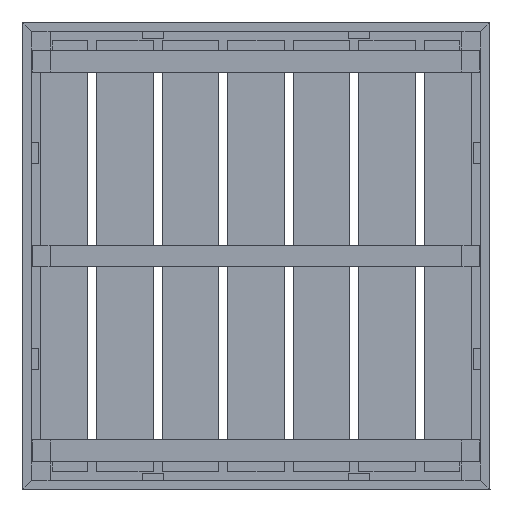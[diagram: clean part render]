
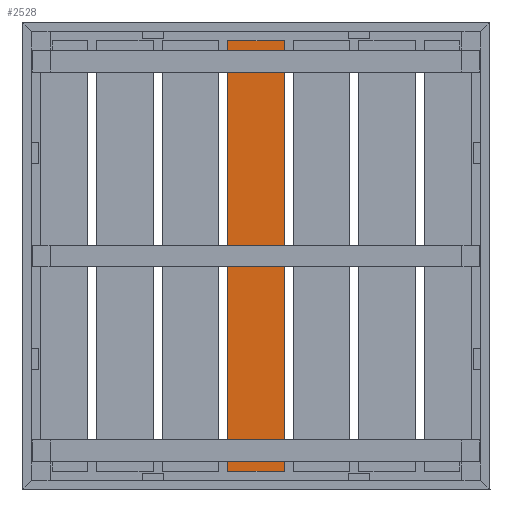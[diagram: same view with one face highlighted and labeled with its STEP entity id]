
A CAD part, front view. The second image highlights one B-rep face of the part: STEP entity #2528.
In plain terms, the highlighted planar face has unit normal (0, -1, 0).
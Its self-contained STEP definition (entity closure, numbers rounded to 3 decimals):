
#46 = VECTOR ( 'NONE', #1565, 1000. ) ;
#94 = EDGE_LOOP ( 'NONE', ( #1839, #2376, #896, #202 ) ) ;
#175 = CARTESIAN_POINT ( 'NONE',  ( -460., 0., -60. ) ) ;
#202 = ORIENTED_EDGE ( 'NONE', *, *, #1354, .F. ) ;
#231 = CARTESIAN_POINT ( 'NONE',  ( 0., 0., 0. ) ) ;
#238 = VECTOR ( 'NONE', #1846, 1000. ) ;
#278 = VERTEX_POINT ( 'NONE', #2248 ) ;
#308 = CARTESIAN_POINT ( 'NONE',  ( -460., 0., 60. ) ) ;
#326 = LINE ( 'NONE', #1417, #238 ) ;
#378 = VECTOR ( 'NONE', #1578, 1000. ) ;
#619 = VERTEX_POINT ( 'NONE', #860 ) ;
#781 = EDGE_CURVE ( 'NONE', #278, #619, #939, .T. ) ;
#860 = CARTESIAN_POINT ( 'NONE',  ( 460., 0., 60. ) ) ;
#896 = ORIENTED_EDGE ( 'NONE', *, *, #2002, .F. ) ;
#939 = LINE ( 'NONE', #1821, #1466 ) ;
#979 = FACE_OUTER_BOUND ( 'NONE', #94, .T. ) ;
#1024 = VERTEX_POINT ( 'NONE', #175 ) ;
#1282 = PLANE ( 'NONE',  #2754 ) ;
#1353 = LINE ( 'NONE', #308, #378 ) ;
#1354 = EDGE_CURVE ( 'NONE', #2540, #1024, #1675, .T. ) ;
#1417 = CARTESIAN_POINT ( 'NONE',  ( 460., 0., 60. ) ) ;
#1466 = VECTOR ( 'NONE', #1561, 1000. ) ;
#1561 = DIRECTION ( 'NONE',  ( 1., 0., 0. ) ) ;
#1565 = DIRECTION ( 'NONE',  ( -1., 0., 0. ) ) ;
#1578 = DIRECTION ( 'NONE',  ( 0., 0., 1. ) ) ;
#1675 = LINE ( 'NONE', #2788, #46 ) ;
#1821 = CARTESIAN_POINT ( 'NONE',  ( -460., 0., 60. ) ) ;
#1839 = ORIENTED_EDGE ( 'NONE', *, *, #2802, .F. ) ;
#1846 = DIRECTION ( 'NONE',  ( 0., 0., -1. ) ) ;
#1960 = CARTESIAN_POINT ( 'NONE',  ( 460., 0., -60. ) ) ;
#2002 = EDGE_CURVE ( 'NONE', #1024, #278, #1353, .T. ) ;
#2248 = CARTESIAN_POINT ( 'NONE',  ( -460., 0., 60. ) ) ;
#2376 = ORIENTED_EDGE ( 'NONE', *, *, #781, .F. ) ;
#2528 = ADVANCED_FACE ( 'NONE', ( #979 ), #1282, .T. ) ;
#2540 = VERTEX_POINT ( 'NONE', #1960 ) ;
#2608 = DIRECTION ( 'NONE',  ( 0., -1., 0. ) ) ;
#2754 = AXIS2_PLACEMENT_3D ( 'NONE', #231, #2608, #2808 ) ;
#2788 = CARTESIAN_POINT ( 'NONE',  ( -460., 0., -60. ) ) ;
#2802 = EDGE_CURVE ( 'NONE', #619, #2540, #326, .T. ) ;
#2808 = DIRECTION ( 'NONE',  ( 0., 0., -1. ) ) ;
